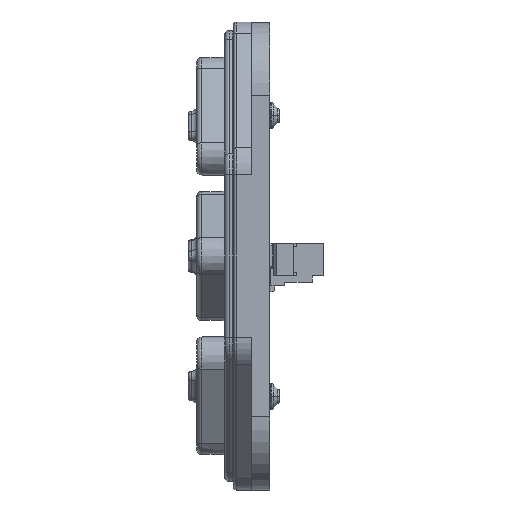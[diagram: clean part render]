
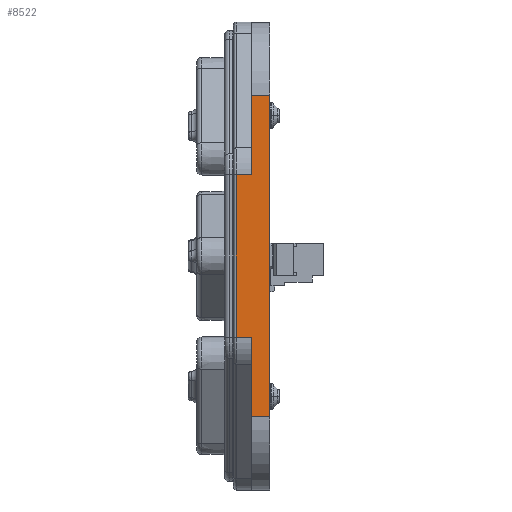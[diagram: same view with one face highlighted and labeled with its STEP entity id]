
A CAD part, left-side view. The second image highlights one B-rep face of the part: STEP entity #8522.
In plain terms, the highlighted planar face has unit normal (-1, 0, 0).
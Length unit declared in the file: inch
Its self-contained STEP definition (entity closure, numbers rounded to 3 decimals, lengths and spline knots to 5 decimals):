
#245=DIRECTION('',(0.,1.,0.));
#246=VECTOR('',#245,0.052);
#247=CARTESIAN_POINT('',(-0.8,0.09,0.27752));
#248=LINE('',#247,#246);
#258=DIRECTION('',(0.,0.,1.));
#259=VECTOR('',#258,0.55505);
#260=CARTESIAN_POINT('',(-0.8,0.142,-0.27752));
#261=LINE('',#260,#259);
#262=DIRECTION('',(0.,0.,1.));
#263=VECTOR('',#262,0.27248);
#264=CARTESIAN_POINT('',(-0.8,0.09,0.27752));
#265=LINE('',#264,#263);
#266=DIRECTION('',(0.,1.,0.));
#267=VECTOR('',#266,0.062);
#268=CARTESIAN_POINT('',(-0.8,0.028,0.55));
#269=LINE('',#268,#267);
#270=DIRECTION('',(0.,0.,-1.));
#271=VECTOR('',#270,1.1);
#272=CARTESIAN_POINT('',(-0.8,0.028,0.55));
#273=LINE('',#272,#271);
#274=DIRECTION('',(0.,0.,1.));
#275=VECTOR('',#274,0.27248);
#276=CARTESIAN_POINT('',(-0.8,0.09,-0.55));
#277=LINE('',#276,#275);
#287=DIRECTION('',(0.,-1.,0.));
#288=VECTOR('',#287,0.052);
#289=CARTESIAN_POINT('',(-0.8,0.142,-0.27752));
#290=LINE('',#289,#288);
#2993=DIRECTION('',(0.,-1.,0.));
#2994=VECTOR('',#2993,0.062);
#2995=CARTESIAN_POINT('',(-0.8,0.09,-0.55));
#2996=LINE('',#2995,#2994);
#6399=CARTESIAN_POINT('',(-0.8,0.09,-0.55));
#6401=VERTEX_POINT('',#6399);
#6459=CARTESIAN_POINT('',(-0.8,0.028,-0.55));
#6460=VERTEX_POINT('',#6459);
#6461=CARTESIAN_POINT('',(-0.8,0.028,0.55));
#6462=VERTEX_POINT('',#6461);
#6463=CARTESIAN_POINT('',(-0.8,0.09,0.55));
#6464=VERTEX_POINT('',#6463);
#6487=CARTESIAN_POINT('',(-0.8,0.09,-0.27752));
#6488=VERTEX_POINT('',#6487);
#6501=CARTESIAN_POINT('',(-0.8,0.09,0.27752));
#6502=VERTEX_POINT('',#6501);
#7802=CARTESIAN_POINT('',(-0.8,0.142,-0.27752));
#7803=VERTEX_POINT('',#7802);
#7806=CARTESIAN_POINT('',(-0.8,0.142,0.27752));
#7807=VERTEX_POINT('',#7806);
#8502=CARTESIAN_POINT('',(-0.8,0.,-0.55));
#8503=DIRECTION('',(-1.,0.,0.));
#8504=DIRECTION('',(0.,0.,1.));
#8505=AXIS2_PLACEMENT_3D('',#8502,#8503,#8504);
#8506=PLANE('',#8505);
#8508=ORIENTED_EDGE('',*,*,#8507,.F.);
#8510=ORIENTED_EDGE('',*,*,#8509,.T.);
#8511=ORIENTED_EDGE('',*,*,#8493,.F.);
#8512=ORIENTED_EDGE('',*,*,#8460,.T.);
#8514=ORIENTED_EDGE('',*,*,#8513,.F.);
#8515=ORIENTED_EDGE('',*,*,#8267,.T.);
#8517=ORIENTED_EDGE('',*,*,#8516,.F.);
#8519=ORIENTED_EDGE('',*,*,#8518,.T.);
#8520=EDGE_LOOP('',(#8508,#8510,#8511,#8512,#8514,#8515,#8517,#8519));
#8521=FACE_OUTER_BOUND('',#8520,.F.);
#8522=ADVANCED_FACE('',(#8521),#8506,.T.);
#8267=EDGE_CURVE('',#6462,#6460,#273,.T.);
#8460=EDGE_CURVE('',#6502,#6464,#265,.T.);
#8493=EDGE_CURVE('',#6502,#7807,#248,.T.);
#8507=EDGE_CURVE('',#7803,#6488,#290,.T.);
#8509=EDGE_CURVE('',#7803,#7807,#261,.T.);
#8513=EDGE_CURVE('',#6462,#6464,#269,.T.);
#8516=EDGE_CURVE('',#6401,#6460,#2996,.T.);
#8518=EDGE_CURVE('',#6401,#6488,#277,.T.);
